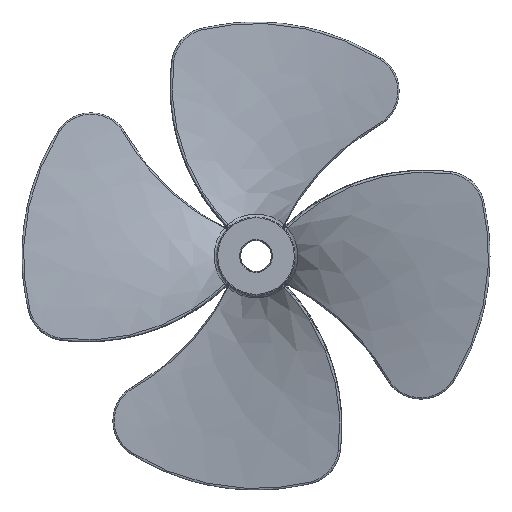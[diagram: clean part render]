
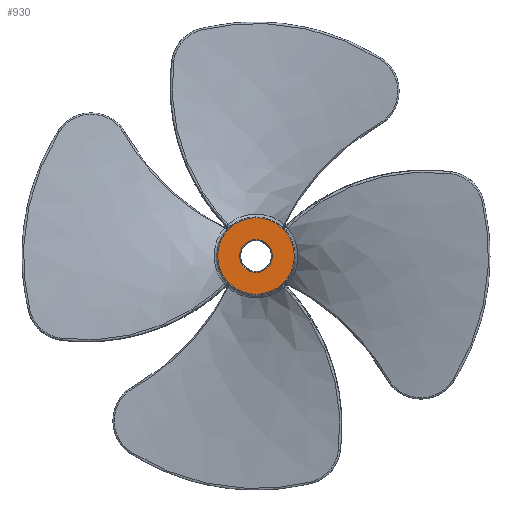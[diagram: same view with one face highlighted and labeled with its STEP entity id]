
A CAD part, front view. The second image highlights one B-rep face of the part: STEP entity #930.
In plain terms, the highlighted free-form (B-spline) face has degree [1, 1] with [2, 2] control points.
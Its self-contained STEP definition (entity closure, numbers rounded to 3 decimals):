
#24 = VERTEX_POINT('',#25);
#25 = CARTESIAN_POINT('',(0.,0.,-2.039));
#30 = EDGE_CURVE('',#24,#31,#33,.T.);
#31 = VERTEX_POINT('',#32);
#32 = CARTESIAN_POINT('',(0.,0.,2.039));
#33 = ( BOUNDED_CURVE() B_SPLINE_CURVE(2,(#34,#35,#36,#37,#38),
.UNSPECIFIED.,.F.,.F.) B_SPLINE_CURVE_WITH_KNOTS((3,2,3),(3.142,
4.712,6.283),.PIECEWISE_BEZIER_KNOTS.) CURVE() 
GEOMETRIC_REPRESENTATION_ITEM() RATIONAL_B_SPLINE_CURVE((1.,
0.707,1.,0.707,1.)) REPRESENTATION_ITEM('') );
#34 = CARTESIAN_POINT('',(0.,0.,-2.039));
#35 = CARTESIAN_POINT('',(-2.039,0.,-2.039));
#36 = CARTESIAN_POINT('',(-2.039,0.,0.));
#37 = CARTESIAN_POINT('',(-2.039,0.,2.039));
#38 = CARTESIAN_POINT('',(0.,0.,2.039));
#134 = EDGE_CURVE('',#135,#137,#139,.T.);
#135 = VERTEX_POINT('',#136);
#136 = CARTESIAN_POINT('',(0.,0.,-4.757));
#137 = VERTEX_POINT('',#138);
#138 = CARTESIAN_POINT('',(0.,0.,4.757));
#139 = ( BOUNDED_CURVE() B_SPLINE_CURVE(2,(#140,#141,#142,#143,#144),
.UNSPECIFIED.,.F.,.F.) B_SPLINE_CURVE_WITH_KNOTS((3,2,3),(3.142,
4.712,6.283),.PIECEWISE_BEZIER_KNOTS.) CURVE() 
GEOMETRIC_REPRESENTATION_ITEM() RATIONAL_B_SPLINE_CURVE((1.,
0.707,1.,0.707,1.)) REPRESENTATION_ITEM('') );
#140 = CARTESIAN_POINT('',(0.,0.,-4.757));
#141 = CARTESIAN_POINT('',(4.757,0.,-4.757));
#142 = CARTESIAN_POINT('',(4.757,0.,0.));
#143 = CARTESIAN_POINT('',(4.757,0.,4.757));
#144 = CARTESIAN_POINT('',(0.,0.,4.757));
#930 = ADVANCED_FACE('',(#931,#942),#953,.F.);
#931 = FACE_BOUND('',#932,.T.);
#932 = EDGE_LOOP('',(#933,#934));
#933 = ORIENTED_EDGE('',*,*,#30,.T.);
#934 = ORIENTED_EDGE('',*,*,#935,.T.);
#935 = EDGE_CURVE('',#31,#24,#936,.T.);
#936 = ( BOUNDED_CURVE() B_SPLINE_CURVE(2,(#937,#938,#939,#940,#941),
.UNSPECIFIED.,.F.,.F.) B_SPLINE_CURVE_WITH_KNOTS((3,2,3),(0.,
1.571,3.142),.PIECEWISE_BEZIER_KNOTS.) CURVE() 
GEOMETRIC_REPRESENTATION_ITEM() RATIONAL_B_SPLINE_CURVE((1.,
0.707,1.,0.707,1.)) REPRESENTATION_ITEM('') );
#937 = CARTESIAN_POINT('',(0.,0.,2.039));
#938 = CARTESIAN_POINT('',(2.039,0.,2.039));
#939 = CARTESIAN_POINT('',(2.039,0.,0.));
#940 = CARTESIAN_POINT('',(2.039,0.,-2.039));
#941 = CARTESIAN_POINT('',(0.,0.,-2.039));
#942 = FACE_BOUND('',#943,.T.);
#943 = EDGE_LOOP('',(#944,#952));
#944 = ORIENTED_EDGE('',*,*,#945,.T.);
#945 = EDGE_CURVE('',#137,#135,#946,.T.);
#946 = ( BOUNDED_CURVE() B_SPLINE_CURVE(2,(#947,#948,#949,#950,#951),
.UNSPECIFIED.,.F.,.F.) B_SPLINE_CURVE_WITH_KNOTS((3,2,3),(0.,
1.571,3.142),.PIECEWISE_BEZIER_KNOTS.) CURVE() 
GEOMETRIC_REPRESENTATION_ITEM() RATIONAL_B_SPLINE_CURVE((1.,
0.707,1.,0.707,1.)) REPRESENTATION_ITEM('') );
#947 = CARTESIAN_POINT('',(0.,0.,4.757));
#948 = CARTESIAN_POINT('',(-4.757,0.,4.757));
#949 = CARTESIAN_POINT('',(-4.757,0.,0.));
#950 = CARTESIAN_POINT('',(-4.757,0.,-4.757));
#951 = CARTESIAN_POINT('',(0.,0.,-4.757));
#952 = ORIENTED_EDGE('',*,*,#134,.T.);
#953 = B_SPLINE_SURFACE_WITH_KNOTS('',1,1,(
    (#954,#955)
    ,(#956,#957
    )),.UNSPECIFIED.,.F.,.F.,.F.,(2,2),(2,2),(-4.9,4.9),(-4.9,4.9),
  .PIECEWISE_BEZIER_KNOTS.);
#954 = CARTESIAN_POINT('',(-4.757,0.,-4.757));
#955 = CARTESIAN_POINT('',(4.757,0.,-4.757));
#956 = CARTESIAN_POINT('',(-4.757,0.,4.757));
#957 = CARTESIAN_POINT('',(4.757,0.,4.757));
